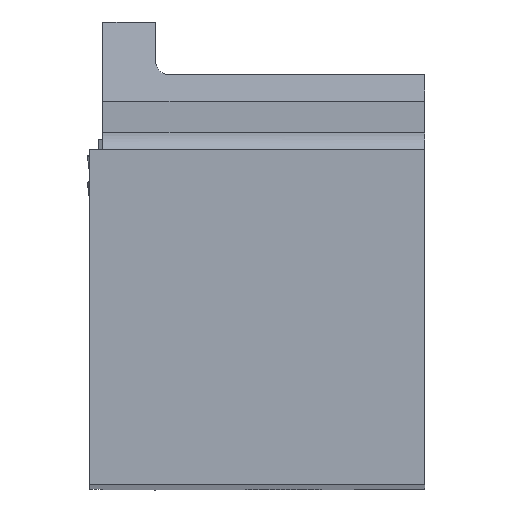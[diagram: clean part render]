
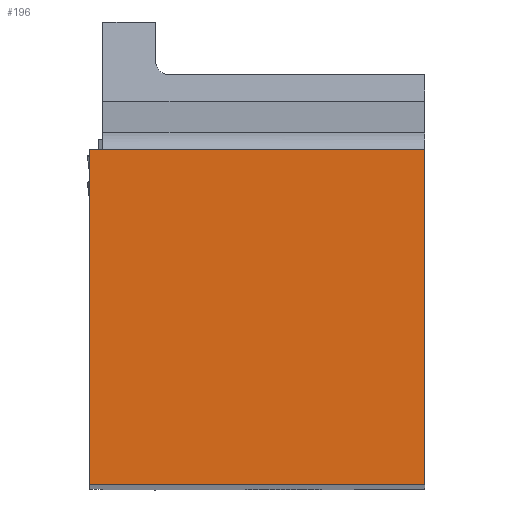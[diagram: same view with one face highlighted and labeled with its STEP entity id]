
A CAD part, top view. The second image highlights one B-rep face of the part: STEP entity #196.
In plain terms, the highlighted planar face has unit normal (0, 0, 1).
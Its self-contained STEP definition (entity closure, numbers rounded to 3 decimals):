
#196=ADVANCED_FACE('',(#378),#303,.T.);
#303=PLANE('',#2807);
#378=FACE_OUTER_BOUND('',#508,.T.);
#508=EDGE_LOOP('',(#851,#852,#853,#854));
#851=ORIENTED_EDGE('',*,*,#1735,.F.);
#852=ORIENTED_EDGE('',*,*,#1716,.F.);
#853=ORIENTED_EDGE('',*,*,#1713,.T.);
#854=ORIENTED_EDGE('',*,*,#1709,.F.);
#1422=VERTEX_POINT('',#4563);
#1423=VERTEX_POINT('',#4565);
#1426=VERTEX_POINT('',#4573);
#1428=VERTEX_POINT('',#4579);
#1709=EDGE_CURVE('',#1422,#1423,#2315,.T.);
#1713=EDGE_CURVE('',#1426,#1423,#2318,.T.);
#1716=EDGE_CURVE('',#1426,#1428,#2320,.T.);
#1735=EDGE_CURVE('',#1428,#1422,#2335,.T.);
#2315=LINE('',#4564,#2516);
#2318=LINE('',#4572,#2519);
#2320=LINE('',#4578,#2521);
#2335=LINE('',#4627,#2536);
#2516=VECTOR('',#3165,1.);
#2519=VECTOR('',#3172,1.);
#2521=VECTOR('',#3178,1.);
#2536=VECTOR('',#3207,1.);
#2807=AXIS2_PLACEMENT_3D('',#4633,#3214,#3215);
#3165=DIRECTION('',(0.,1.,0.));
#3172=DIRECTION('',(-1.,0.,0.));
#3178=DIRECTION('',(0.,-1.,0.));
#3207=DIRECTION('',(-1.,0.,0.));
#3214=DIRECTION('',(0.,0.,1.));
#3215=DIRECTION('',(-1.,0.,0.));
#4563=CARTESIAN_POINT('',(-12.7,0.,0.));
#4564=CARTESIAN_POINT('',(-12.7,0.,0.));
#4565=CARTESIAN_POINT('',(-12.7,12.7,0.));
#4572=CARTESIAN_POINT('',(0.,12.7,0.));
#4573=CARTESIAN_POINT('',(0.,12.7,0.));
#4578=CARTESIAN_POINT('',(0.,12.7,0.));
#4579=CARTESIAN_POINT('',(0.,0.,0.));
#4627=CARTESIAN_POINT('',(0.,0.,0.));
#4633=CARTESIAN_POINT('',(-6.35,6.35,0.));
